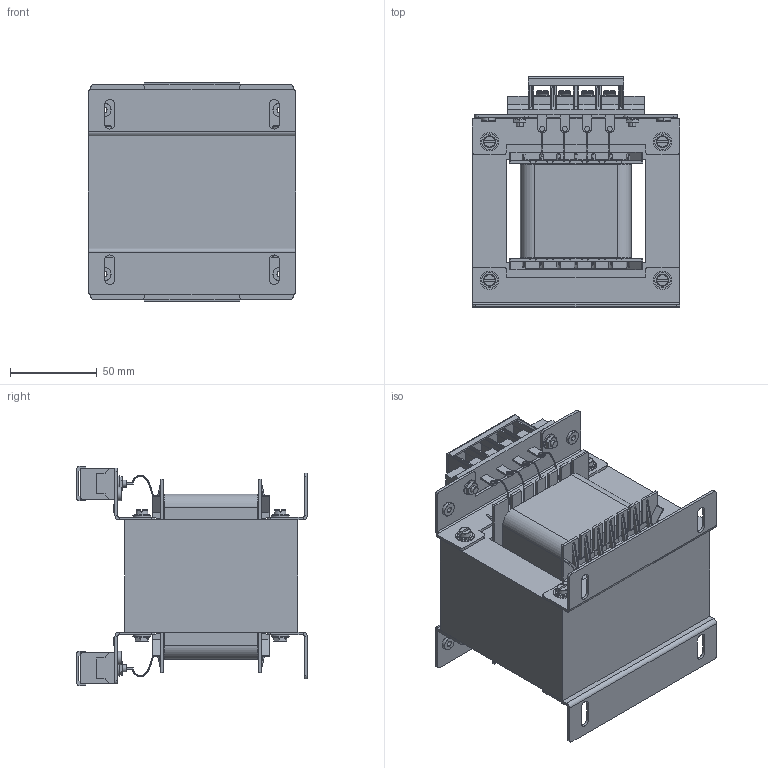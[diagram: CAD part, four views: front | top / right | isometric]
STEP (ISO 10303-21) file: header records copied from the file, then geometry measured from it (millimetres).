
FILE_DESCRIPTION (( 'STEP AP214' ), '1' );
FILE_NAME ('9406 STEP.STEP', '2025-04-11T12:45:59', ( '' ), ( '' ), 'SwSTEP 2.0', 'SolidWorks 2022', '' );
FILE_SCHEMA (( 'AUTOMOTIVE_DESIGN' ));
Length unit declared in the file: millimetre
Products named in the file (1): 9406 STEP
Bounding box: 120 x 133 x 126.76 mm (x, y, z)
Volume: 884346.5 mm3; surface area: 238153.5 mm2
Topology: 59 solids, 59 shells, 3069 faces, 7832 edges, 4908 vertices
Faces by surface type: plane 1949, cylinder 654, bspline 170, torus 152, cone 144
Entity records: 135359 total; most frequent: CARTESIAN_POINT 28578, ORIENTED_EDGE 15600, DIRECTION 13920, EDGE_CURVE 7800, VECTOR 5248, LINE 5248, VERTEX_POINT 4908, AXIS2_PLACEMENT_3D 4336
